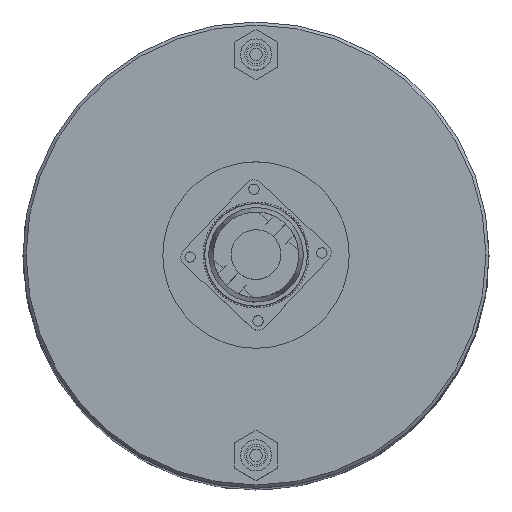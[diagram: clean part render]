
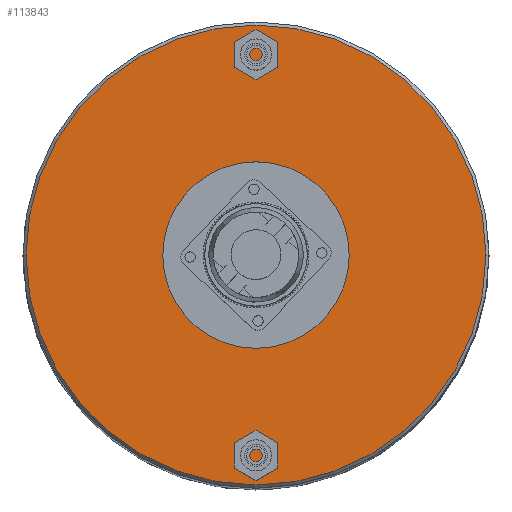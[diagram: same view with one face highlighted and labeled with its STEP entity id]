
A CAD part, top view. The second image highlights one B-rep face of the part: STEP entity #113843.
In plain terms, the highlighted face is planar.
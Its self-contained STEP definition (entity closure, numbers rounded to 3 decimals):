
#620 = EDGE_CURVE ( 'NONE', #131190, #20423, #138234, .T. ) ;
#4960 = AXIS2_PLACEMENT_3D ( 'NONE', #63915, #158354, #92133 ) ;
#5414 = DIRECTION ( 'NONE',  ( -1., 0., 0. ) ) ;
#7973 = ORIENTED_EDGE ( 'NONE', *, *, #37543, .F. ) ;
#8130 = AXIS2_PLACEMENT_3D ( 'NONE', #77053, #174484, #47019 ) ;
#10054 = VERTEX_POINT ( 'NONE', #63836 ) ;
#12285 = ORIENTED_EDGE ( 'NONE', *, *, #620, .F. ) ;
#17248 = CARTESIAN_POINT ( 'NONE',  ( 2., 0., 30. ) ) ;
#20227 = DIRECTION ( 'NONE',  ( 0., 0., 1. ) ) ;
#20423 = VERTEX_POINT ( 'NONE', #97665 ) ;
#24345 = PLANE ( 'NONE',  #4960 ) ;
#30999 = ORIENTED_EDGE ( 'NONE', *, *, #147027, .F. ) ;
#35659 = EDGE_CURVE ( 'NONE', #20423, #131190, #35716, .T. ) ;
#35716 = CIRCLE ( 'NONE', #134053, 30. ) ;
#37543 = EDGE_CURVE ( 'NONE', #173427, #10054, #132817, .T. ) ;
#40063 = EDGE_LOOP ( 'NONE', ( #12285, #52194 ) ) ;
#47019 = DIRECTION ( 'NONE',  ( 0., 0., -1. ) ) ;
#50690 = AXIS2_PLACEMENT_3D ( 'NONE', #70836, #5414, #97398 ) ;
#52194 = ORIENTED_EDGE ( 'NONE', *, *, #35659, .F. ) ;
#55519 = DIRECTION ( 'NONE',  ( 0., 0., -1. ) ) ;
#63836 = CARTESIAN_POINT ( 'NONE',  ( 2., 0., 74. ) ) ;
#63915 = CARTESIAN_POINT ( 'NONE',  ( 2., 74., 0. ) ) ;
#70836 = CARTESIAN_POINT ( 'NONE',  ( 2., 0., 0. ) ) ;
#77053 = CARTESIAN_POINT ( 'NONE',  ( 2., 0., 0. ) ) ;
#82013 = DIRECTION ( 'NONE',  ( 1., 0., 0. ) ) ;
#84641 = CARTESIAN_POINT ( 'NONE',  ( 2., 0., -74. ) ) ;
#87390 = DIRECTION ( 'NONE',  ( -1., 0., 0. ) ) ;
#92133 = DIRECTION ( 'NONE',  ( 0., 0., -1. ) ) ;
#97398 = DIRECTION ( 'NONE',  ( 0., 0., 1. ) ) ;
#97665 = CARTESIAN_POINT ( 'NONE',  ( 2., 0., -30. ) ) ;
#113843 = ADVANCED_FACE ( 'NONE', ( #169495, #156778 ), #24345, .F. ) ;
#115206 = CIRCLE ( 'NONE', #8130, 74. ) ;
#119558 = AXIS2_PLACEMENT_3D ( 'NONE', #162937, #82013, #55519 ) ;
#131190 = VERTEX_POINT ( 'NONE', #17248 ) ;
#132817 = CIRCLE ( 'NONE', #119558, 74. ) ;
#134053 = AXIS2_PLACEMENT_3D ( 'NONE', #168349, #87390, #20227 ) ;
#138234 = CIRCLE ( 'NONE', #50690, 30. ) ;
#147027 = EDGE_CURVE ( 'NONE', #10054, #173427, #115206, .T. ) ;
#156778 = FACE_BOUND ( 'NONE', #40063, .T. ) ;
#158354 = DIRECTION ( 'NONE',  ( 1., 0., 0. ) ) ;
#160919 = EDGE_LOOP ( 'NONE', ( #7973, #30999 ) ) ;
#162937 = CARTESIAN_POINT ( 'NONE',  ( 2., 0., 0. ) ) ;
#168349 = CARTESIAN_POINT ( 'NONE',  ( 2., 0., 0. ) ) ;
#169495 = FACE_OUTER_BOUND ( 'NONE', #160919, .T. ) ;
#173427 = VERTEX_POINT ( 'NONE', #84641 ) ;
#174484 = DIRECTION ( 'NONE',  ( 1., 0., 0. ) ) ;
